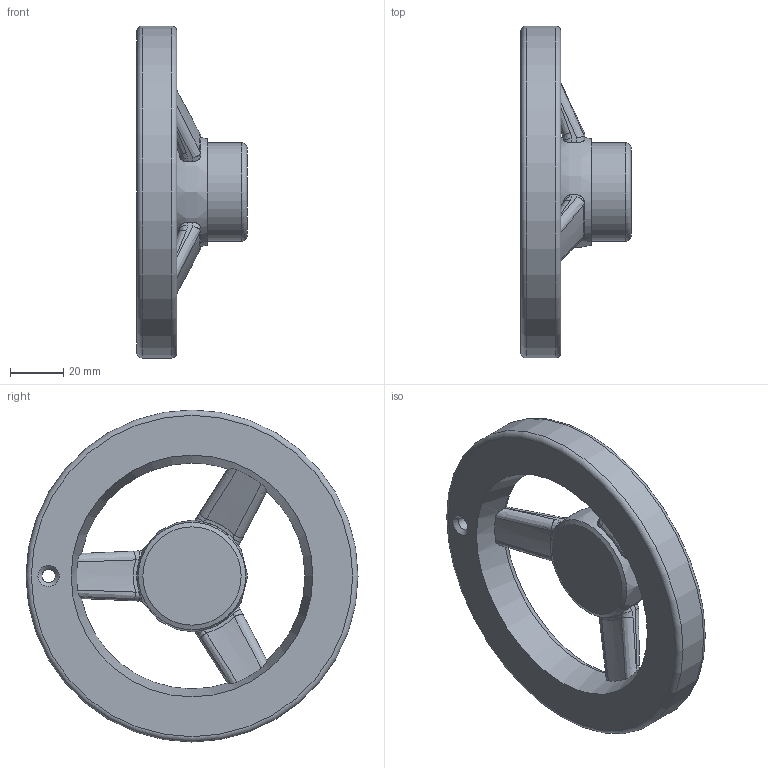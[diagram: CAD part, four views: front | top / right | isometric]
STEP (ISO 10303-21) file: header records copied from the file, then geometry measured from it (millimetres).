
FILE_DESCRIPTION(/* description */ (''),/* implementation_level */ '2;1');
FILE_NAME(/* name */ 'K_125N.dxf',/* time_stamp */ '2012-11-23T15:49:44+08:00',/* author */ (''),/* organization */ (''),/* preprocessor_version */ 'ST-DEVELOPER v9',/* originating_system */ 'UGS - NX 4.0',/* authorisation */ '');
FILE_SCHEMA (('CONFIG_CONTROL_DESIGN'));
Length unit declared in the file: millimetre
Products named in the file (1): Admi30DBxkei
Bounding box: 41.5 x 125 x 125 mm (x, y, z)
Volume: 121730 mm3; surface area: 30526.9 mm2
Topology: 1 solids, 1 shells, 97 faces, 260 edges, 164 vertices
Faces by surface type: bspline 33, plane 20, cone 17, cylinder 17, torus 10
Full cylindrical faces by diameter (mm): 5 x1, 37 x1, 125 x1
Entity records: 4167 total; most frequent: CARTESIAN_POINT 2075, ORIENTED_EDGE 488, DIRECTION 304, EDGE_CURVE 244, VERTEX_POINT 161, B_SPLINE_CURVE_WITH_KNOTS 143, AXIS2_PLACEMENT_3D 138, EDGE_LOOP 117
